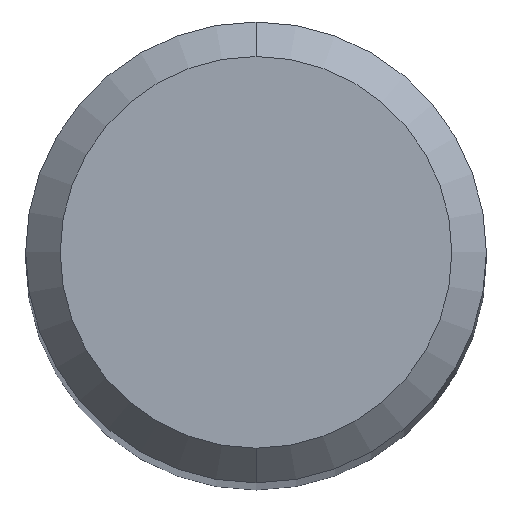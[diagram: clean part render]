
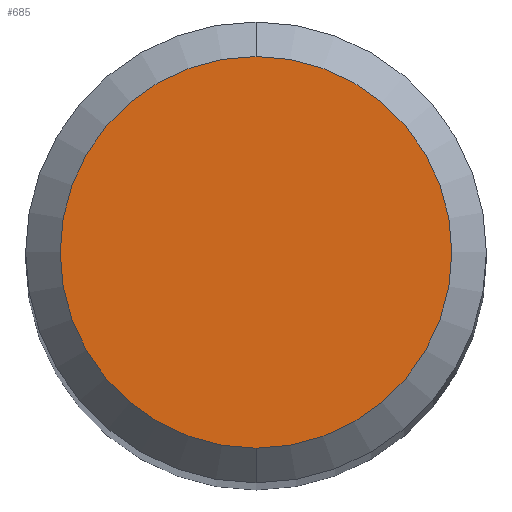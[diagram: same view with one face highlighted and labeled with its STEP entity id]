
A CAD part, top view. The second image highlights one B-rep face of the part: STEP entity #685.
In plain terms, the highlighted planar face has unit normal (0, 0, 1).
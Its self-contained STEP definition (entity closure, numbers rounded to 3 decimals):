
#613=VERTEX_POINT('',#1276);
#685=ADVANCED_FACE('',(#1354),#1355,.T.);
#861=VERTEX_POINT('',#1552);
#871=EDGE_CURVE('',#861,#613,#1562,.T.);
#889=EDGE_CURVE('',#613,#861,#1580,.T.);
#1276=CARTESIAN_POINT('',(0.,-1.7,0.0));
#1354=FACE_OUTER_BOUND('',#3882,.T.);
#1355=PLANE('',#3883);
#1552=CARTESIAN_POINT('',(0.0,1.7,0.0));
#1562=CIRCLE('',#4961,1.7);
#1580=CIRCLE('',#5000,1.7);
#3882=EDGE_LOOP('',(#6142,#6143));
#3883=AXIS2_PLACEMENT_3D('',#6144,#6145,#6146);
#4961=AXIS2_PLACEMENT_3D('',#6420,#6421,#6422);
#5000=AXIS2_PLACEMENT_3D('',#6430,#6431,#6432);
#6142=ORIENTED_EDGE('',*,*,#871,.F.);
#6143=ORIENTED_EDGE('',*,*,#889,.F.);
#6144=CARTESIAN_POINT('',(0.0,0.85,0.0));
#6145=DIRECTION('',(-0.0,0.0,1.0));
#6146=DIRECTION('',(0.0,-1.0,0.0));
#6420=CARTESIAN_POINT('',(0.0,0.0,0.0));
#6421=DIRECTION('',(0.0,0.0,-1.0));
#6422=DIRECTION('',(0.0,1.0,0.0));
#6430=CARTESIAN_POINT('',(0.0,0.0,0.0));
#6431=DIRECTION('',(0.0,0.0,-1.0));
#6432=DIRECTION('',(0.0,1.0,0.0));
